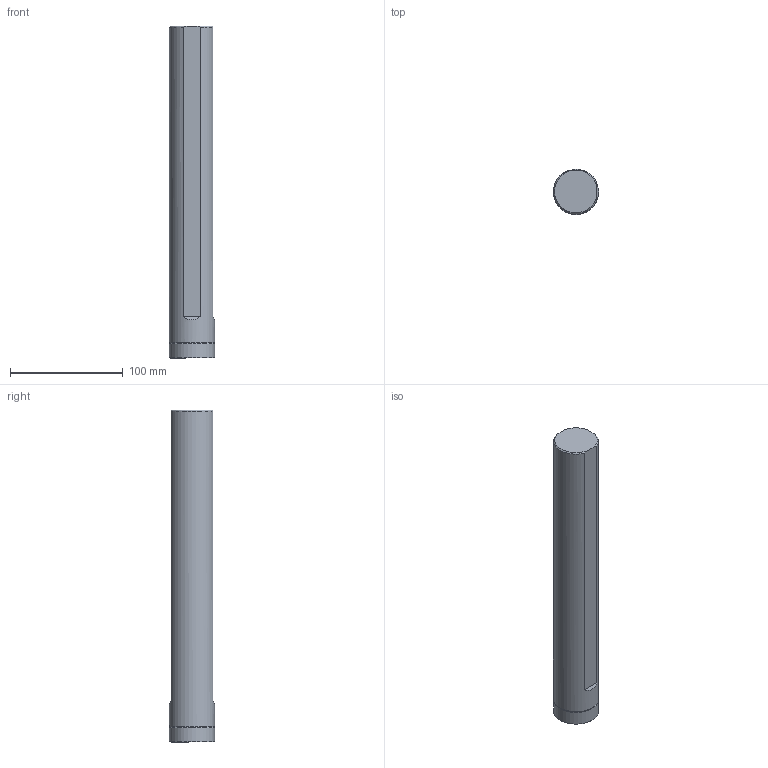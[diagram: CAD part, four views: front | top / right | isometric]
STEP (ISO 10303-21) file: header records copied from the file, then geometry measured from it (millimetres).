
FILE_DESCRIPTION(/* description */ (''),/* implementation_level */ '2;1');
FILE_NAME(/* name */ 'D40-A-288-GL40_Basic.stp',/* time_stamp */ '2021-10-10T23:41:10+05:00',/* author */ (''),/* organization */ (''),/* preprocessor_version */ 'ST-DEVELOPER v16.7',/* originating_system */ 'SIEMENS PLM Software NX 12.0',/* authorisation */ '');
FILE_SCHEMA (('AUTOMOTIVE_DESIGN { 1 0 10303 214 3 1 1 1 }'));
Length unit declared in the file: millimetre
Products named in the file (1): inpu0FECC7DBibme
Bounding box: 40 x 40 x 294.4 mm (x, y, z)
Volume: 346039.9 mm3; surface area: 47367.4 mm2
Topology: 3 solids, 3 shells, 42 faces, 91 edges, 62 vertices
Faces by surface type: plane 20, cone 14, cylinder 7, torus 1
Full cylindrical faces by diameter (mm): 33 x2, 33.1 x1, 36 x2, 40 x2
Entity records: 1140 total; most frequent: DIRECTION 196, CARTESIAN_POINT 194, ORIENTED_EDGE 144, AXIS2_PLACEMENT_3D 84, EDGE_CURVE 72, EDGE_LOOP 63, VERTEX_POINT 55, FACE_BOUND 42
